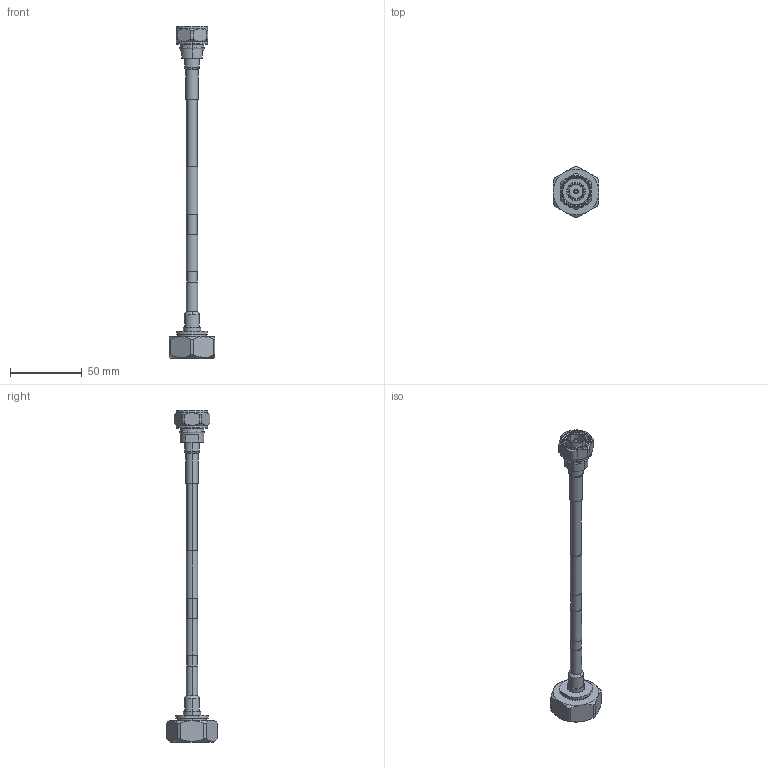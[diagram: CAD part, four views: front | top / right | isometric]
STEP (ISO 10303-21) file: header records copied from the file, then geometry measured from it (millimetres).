
FILE_DESCRIPTION (( 'STEP AP214' ), '1' );
FILE_NAME ('LCCA31031.step', '2022-10-04T19:16:59', ( '' ), ( '' ), 'SwSTEP 2.0', 'SolidWorks 2021', '' );
FILE_SCHEMA (( 'AUTOMOTIVE_DESIGN' ));
Length unit declared in the file: inch
Products named in the file (4): LCCA31031; TC-250-4310M-LP^LCCA31031_HeatShrink ; SPP-250-LLPL ^LCCA31031_SPP-250-LLPL; TC-250-716M-LP^LCCA31031_Heat Shrink
Assembly tree (3 placements, depth 2):
  LCCA31031
    SPP-250-LLPL ^LCCA31031_SPP-250-LLPL
    TC-250-4310M-LP^LCCA31031_HeatShrink 
    TC-250-716M-LP^LCCA31031_Heat Shrink
Bounding box: 31.75 x 35.58 x 230.64 mm (x, y, z)
Volume: 22422 mm3; surface area: 15525.7 mm2
Topology: 4 solids, 5 shells, 206 faces, 483 edges, 308 vertices
Faces by surface type: cylinder 99, plane 51, cone 44, bspline 10, torus 2
Entity records: 8998 total; most frequent: CARTESIAN_POINT 4149, ORIENTED_EDGE 966, DIRECTION 958, EDGE_CURVE 483, AXIS2_PLACEMENT_3D 400, VERTEX_POINT 308, EDGE_LOOP 229, ADVANCED_FACE 206
